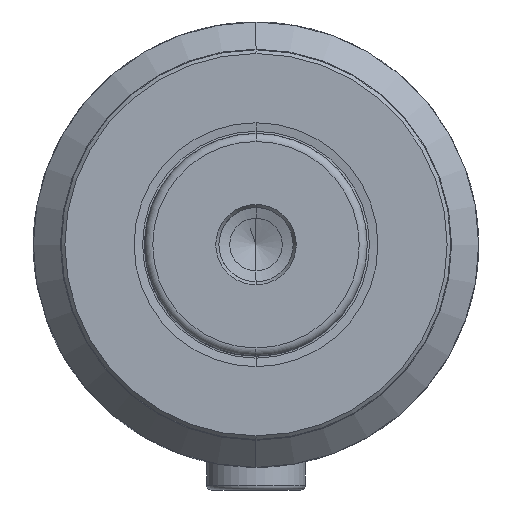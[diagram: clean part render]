
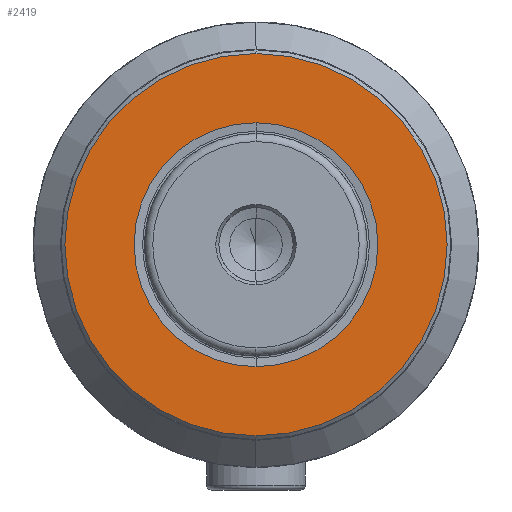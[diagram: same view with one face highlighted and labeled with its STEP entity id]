
A CAD part, left-side view. The second image highlights one B-rep face of the part: STEP entity #2419.
In plain terms, the highlighted planar face has unit normal (-1, 0, 0).
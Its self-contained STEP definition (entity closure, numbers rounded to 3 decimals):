
#440 = EDGE_LOOP ( 'NONE', ( #30807, #22245 ) ) ;
#485 = DIRECTION ( 'NONE',  ( -1., 0., 0. ) ) ;
#659 = EDGE_CURVE ( 'NONE', #1747, #21852, #14922, .T. ) ;
#1747 = VERTEX_POINT ( 'NONE', #4705 ) ;
#2419 = ADVANCED_FACE ( 'NONE', ( #9291, #23639 ), #10399, .F. ) ;
#2822 = CIRCLE ( 'NONE', #3369, 30.9 ) ;
#3369 = AXIS2_PLACEMENT_3D ( 'NONE', #27068, #27281, #30120 ) ;
#3428 = DIRECTION ( 'NONE',  ( 0., 0., 1. ) ) ;
#4705 = CARTESIAN_POINT ( 'NONE',  ( -106., 0., 30.9 ) ) ;
#5157 = EDGE_CURVE ( 'NONE', #5714, #24565, #18528, .T. ) ;
#5714 = VERTEX_POINT ( 'NONE', #13075 ) ;
#5973 = EDGE_CURVE ( 'NONE', #24565, #5714, #30262, .T. ) ;
#8294 = CARTESIAN_POINT ( 'NONE',  ( -106., 0., 19.715 ) ) ;
#8501 = CARTESIAN_POINT ( 'NONE',  ( -106., 0., 0. ) ) ;
#9291 = FACE_BOUND ( 'NONE', #440, .T. ) ;
#10074 = AXIS2_PLACEMENT_3D ( 'NONE', #19192, #485, #3428 ) ;
#10399 = PLANE ( 'NONE',  #27144 ) ;
#13075 = CARTESIAN_POINT ( 'NONE',  ( -106., 0., -19.715 ) ) ;
#13806 = AXIS2_PLACEMENT_3D ( 'NONE', #28870, #31350, #15494 ) ;
#14922 = CIRCLE ( 'NONE', #13806, 30.9 ) ;
#15494 = DIRECTION ( 'NONE',  ( 0., 0., 1. ) ) ;
#15737 = CARTESIAN_POINT ( 'NONE',  ( -106., 19.715, 0. ) ) ;
#16643 = DIRECTION ( 'NONE',  ( 0., 0., 1. ) ) ;
#18528 = CIRCLE ( 'NONE', #31973, 19.715 ) ;
#18546 = DIRECTION ( 'NONE',  ( 0., 0., -1. ) ) ;
#18881 = EDGE_LOOP ( 'NONE', ( #25860, #28661 ) ) ;
#19192 = CARTESIAN_POINT ( 'NONE',  ( -106., 0., 0. ) ) ;
#21852 = VERTEX_POINT ( 'NONE', #32117 ) ;
#22245 = ORIENTED_EDGE ( 'NONE', *, *, #5157, .F. ) ;
#23639 = FACE_OUTER_BOUND ( 'NONE', #18881, .T. ) ;
#24565 = VERTEX_POINT ( 'NONE', #8294 ) ;
#25860 = ORIENTED_EDGE ( 'NONE', *, *, #30403, .T. ) ;
#27068 = CARTESIAN_POINT ( 'NONE',  ( -106., 0., 0. ) ) ;
#27144 = AXIS2_PLACEMENT_3D ( 'NONE', #15737, #34665, #18546 ) ;
#27281 = DIRECTION ( 'NONE',  ( -1., 0., 0. ) ) ;
#28661 = ORIENTED_EDGE ( 'NONE', *, *, #659, .T. ) ;
#28870 = CARTESIAN_POINT ( 'NONE',  ( -106., 0., 0. ) ) ;
#30120 = DIRECTION ( 'NONE',  ( 0., 0., 1. ) ) ;
#30262 = CIRCLE ( 'NONE', #10074, 19.715 ) ;
#30403 = EDGE_CURVE ( 'NONE', #21852, #1747, #2822, .T. ) ;
#30807 = ORIENTED_EDGE ( 'NONE', *, *, #5973, .F. ) ;
#31350 = DIRECTION ( 'NONE',  ( -1., 0., 0. ) ) ;
#31935 = DIRECTION ( 'NONE',  ( -1., 0., 0. ) ) ;
#31973 = AXIS2_PLACEMENT_3D ( 'NONE', #8501, #31935, #16643 ) ;
#32117 = CARTESIAN_POINT ( 'NONE',  ( -106., 0., -30.9 ) ) ;
#34665 = DIRECTION ( 'NONE',  ( 1., 0., 0. ) ) ;
